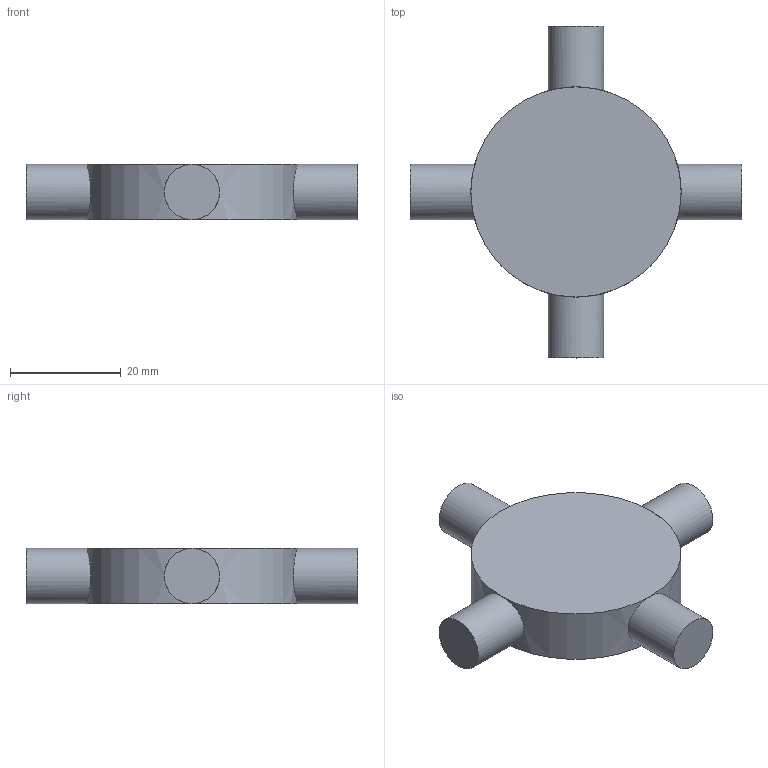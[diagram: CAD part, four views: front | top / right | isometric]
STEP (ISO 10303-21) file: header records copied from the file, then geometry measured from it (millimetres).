
FILE_DESCRIPTION(/* description */ ('STEP AP214'),/* implementation_level */ '2;1');
FILE_NAME(/* name */ '6715c7d626ea7e4733dd19f6',/* time_stamp */ '2024-10-21T03:17:43Z',/* author */ (''),/* organization */ (''),/* preprocessor_version */ 'ST-DEVELOPER v20',/* originating_system */ ' ',/* authorisation */ ' ');
FILE_SCHEMA (('AUTOMOTIVE_DESIGN {1 0 10303 214 3 1 1}'));
Length unit declared in the file: metre
Products named in the file (1): Cross Tree
Bounding box: 60 x 60 x 10 mm (x, y, z)
Volume: 14850.5 mm3; surface area: 4883.8 mm2
Topology: 1 solids, 1 shells, 14 faces, 28 edges, 16 vertices
Faces by surface type: cylinder 8, plane 6
Full cylindrical faces by diameter (mm): 10 x4
Entity records: 382 total; most frequent: CARTESIAN_POINT 111, DIRECTION 54, ORIENTED_EDGE 40, AXIS2_PLACEMENT_3D 27, EDGE_CURVE 20, EDGE_LOOP 18, FACE_BOUND 18, ADVANCED_FACE 14
